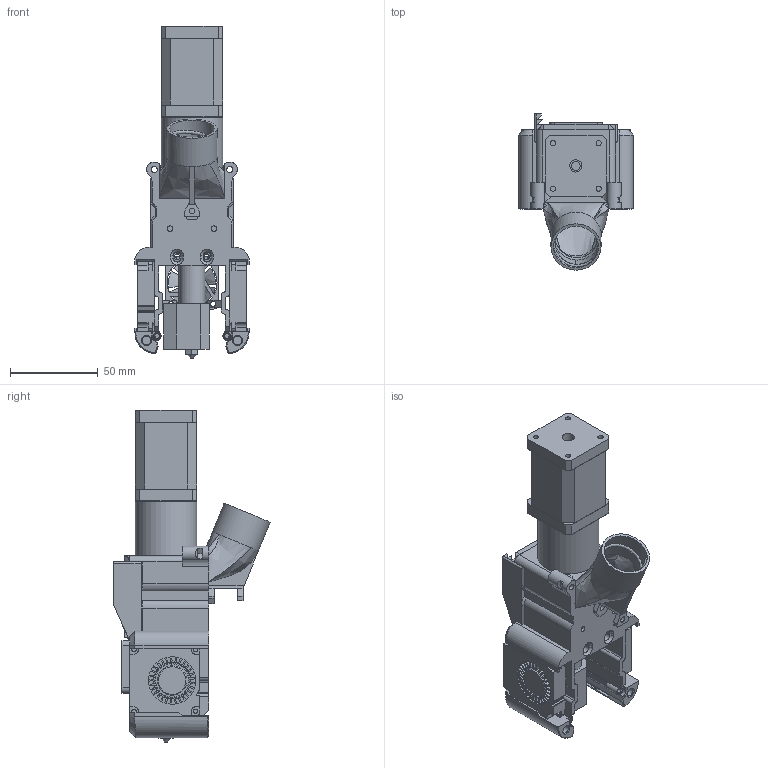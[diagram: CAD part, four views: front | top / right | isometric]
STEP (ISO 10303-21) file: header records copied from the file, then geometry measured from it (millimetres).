
FILE_DESCRIPTION(/* description */ (''),/* implementation_level */ '2;1');
FILE_NAME(/* name */ 'Pellet Burner with hardware.step',/* time_stamp */ '2025-04-03T01:18:54-07:00',/* author */ (''),/* organization */ (''),/* preprocessor_version */ 'ST-DEVELOPER v20.1',/* originating_system */ 'Autodesk Translation Framework v14.4.0.0',/* authorisation */ '');
FILE_SCHEMA (('AUTOMOTIVE_DESIGN { 1 0 10303 214 3 1 1 }'));
Products named in the file (20): Pellet Burner; Toolhead; Ducts; Duct_Left; Standard (1); Duct_Right; Standard; Hardware; Greenboy Extruder; Nema14 stepper 42mm (2); nema14_base.step (1):1 (1):1; nema14_centro.step (1):1 (1):1; nema14_eje.step (1):1 (1):1; nema14_techo.step (1):1 (1):1; Gear reducer; Shaft coupler; Greenboy Hotend; v6-style nozzle; 30mm fan v1; 4010 - Blower Assembly
Assembly tree (20 placements, depth 5):
  Pellet Burner
    Toolhead
      Ducts
        Duct_Left
          Standard (1)
        Duct_Right
          Standard
    Hardware
      Greenboy Extruder
        Nema14 stepper 42mm (2)
          nema14_base.step (1):1 (1):1
          nema14_centro.step (1):1 (1):1
          nema14_eje.step (1):1 (1):1
          nema14_techo.step (1):1 (1):1
        Gear reducer
        Shaft coupler
        Greenboy Hotend
          v6-style nozzle
      30mm fan v1
      4010 - Blower Assembly  x2
Bounding box: 65.2 x 89 x 189 mm (x, y, z)
Volume: 203215.6 mm3; surface area: 119638.4 mm2
Topology: 23 solids, 23 shells, 1537 faces, 4298 edges, 2813 vertices
Faces by surface type: plane 783, cylinder 494, bspline 216, cone 36, torus 8
Full cylindrical faces by diameter (mm): 0.4 x1, 1.75 x1, 2.5 x8, 2.9 x2, 3 x17, 3.2 x2, 3.25 x3, 3.332 x2, 3.5 x8, 4.7 x2, 4.744 x2, 5 x3, 5.2 x2, 5.884 x4, 6 x1, 7 x1, 8 x2, 8.318 x21, 11.882 x21, 12 x1, 14.85 x1, 15 x1, 16.75 x2, 17 x1, 20 x1, 22 x3, 22.5 x1, 25.5 x2, 27 x2, 28.5 x2
Entity records: 49507 total; most frequent: CARTESIAN_POINT 16976, ORIENTED_EDGE 7084, DIRECTION 5916, EDGE_CURVE 3542, VERTEX_POINT 2312, LINE 2108, VECTOR 2108, AXIS2_PLACEMENT_3D 1904
